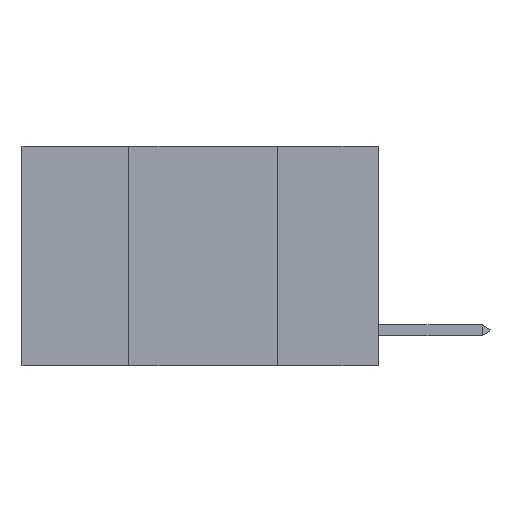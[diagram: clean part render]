
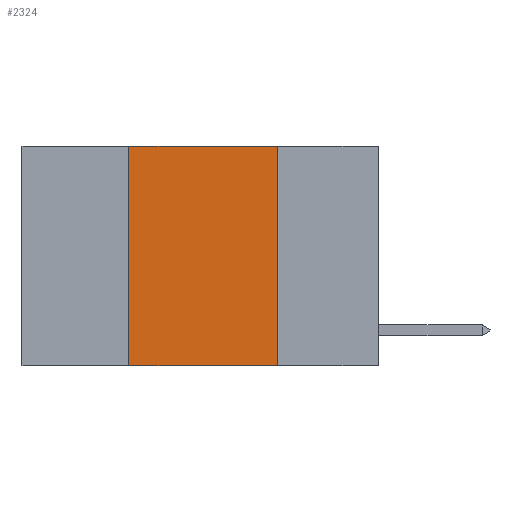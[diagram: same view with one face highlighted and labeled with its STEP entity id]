
A CAD part, left-side view. The second image highlights one B-rep face of the part: STEP entity #2324.
In plain terms, the highlighted planar face has unit normal (-1, 0, 0).
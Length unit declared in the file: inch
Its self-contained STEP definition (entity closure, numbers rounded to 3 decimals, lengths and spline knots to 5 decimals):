
#260 = CARTESIAN_POINT ( 'NONE',  ( 0., 0.42, 0. ) ) ;
#310 = ORIENTED_EDGE ( 'NONE', *, *, #9859, .F. ) ;
#526 = DIRECTION ( 'NONE',  ( 0., -1., 0. ) ) ;
#803 = DIRECTION ( 'NONE',  ( 0., -1., 0. ) ) ;
#1617 = CARTESIAN_POINT ( 'NONE',  ( 0., 0.6, -0.37 ) ) ;
#2324 = ADVANCED_FACE ( 'NONE', ( #3145 ), #10491, .F. ) ;
#3098 = VECTOR ( 'NONE', #526, 39.37008 ) ;
#3127 = CARTESIAN_POINT ( 'NONE',  ( 0., 0.42, 0. ) ) ;
#3145 = FACE_OUTER_BOUND ( 'NONE', #12402, .T. ) ;
#3301 = VECTOR ( 'NONE', #11659, 39.37008 ) ;
#3771 = VECTOR ( 'NONE', #12372, 39.37008 ) ;
#3783 = CARTESIAN_POINT ( 'NONE',  ( 0., 0.6, 0. ) ) ;
#4830 = VERTEX_POINT ( 'NONE', #7081 ) ;
#6327 = VERTEX_POINT ( 'NONE', #11448 ) ;
#6416 = ORIENTED_EDGE ( 'NONE', *, *, #9159, .F. ) ;
#7066 = ORIENTED_EDGE ( 'NONE', *, *, #11655, .T. ) ;
#7081 = CARTESIAN_POINT ( 'NONE',  ( 0., 0.17, 0. ) ) ;
#7267 = VERTEX_POINT ( 'NONE', #260 ) ;
#7297 = AXIS2_PLACEMENT_3D ( 'NONE', #3783, #7490, #8988 ) ;
#7329 = VERTEX_POINT ( 'NONE', #11204 ) ;
#7490 = DIRECTION ( 'NONE',  ( 1., 0., 0. ) ) ;
#8009 = VECTOR ( 'NONE', #803, 39.37008 ) ;
#8459 = LINE ( 'NONE', #3127, #3301 ) ;
#8988 = DIRECTION ( 'NONE',  ( 0., 0., -1. ) ) ;
#9159 = EDGE_CURVE ( 'NONE', #7329, #7267, #8459, .T. ) ;
#9859 = EDGE_CURVE ( 'NONE', #4830, #6327, #11300, .T. ) ;
#9985 = EDGE_CURVE ( 'NONE', #7267, #4830, #12585, .T. ) ;
#10491 = PLANE ( 'NONE',  #7297 ) ;
#10557 = CARTESIAN_POINT ( 'NONE',  ( 0., 0.17, 0. ) ) ;
#11110 = ORIENTED_EDGE ( 'NONE', *, *, #9985, .F. ) ;
#11204 = CARTESIAN_POINT ( 'NONE',  ( 0., 0.42, -0.37 ) ) ;
#11300 = LINE ( 'NONE', #10557, #3771 ) ;
#11448 = CARTESIAN_POINT ( 'NONE',  ( 0., 0.17, -0.37 ) ) ;
#11573 = CARTESIAN_POINT ( 'NONE',  ( 0., 0.6, 0. ) ) ;
#11655 = EDGE_CURVE ( 'NONE', #7329, #6327, #12554, .T. ) ;
#11659 = DIRECTION ( 'NONE',  ( 0., 0., 1. ) ) ;
#12372 = DIRECTION ( 'NONE',  ( 0., 0., -1. ) ) ;
#12402 = EDGE_LOOP ( 'NONE', ( #310, #11110, #6416, #7066 ) ) ;
#12554 = LINE ( 'NONE', #1617, #3098 ) ;
#12585 = LINE ( 'NONE', #11573, #8009 ) ;
